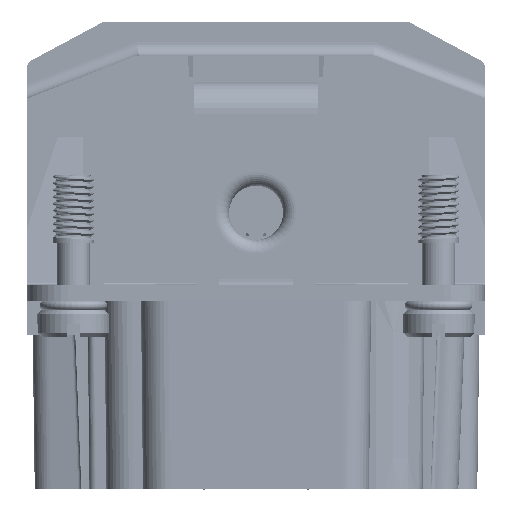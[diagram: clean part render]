
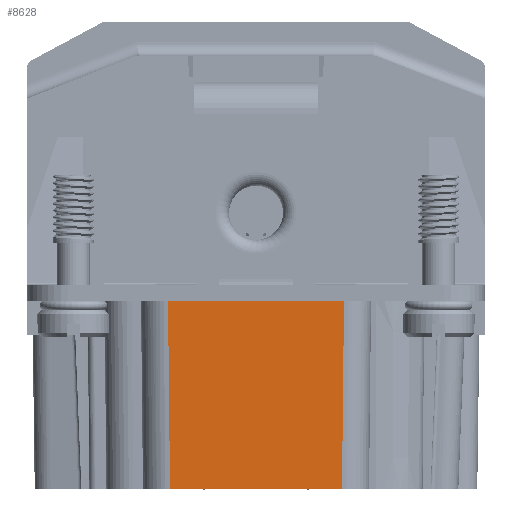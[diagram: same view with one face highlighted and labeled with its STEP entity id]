
A CAD part, left-side view. The second image highlights one B-rep face of the part: STEP entity #8628.
In plain terms, the highlighted planar face has unit normal (-1, 0, -0.011).
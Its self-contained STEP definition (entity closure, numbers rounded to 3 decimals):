
#8628=ADVANCED_FACE('',(#19852),#14551,.T.);
#14551=PLANE('',#133309);
#19852=FACE_OUTER_BOUND('',#26381,.T.);
#26381=EDGE_LOOP('',(#75542,#75543,#75544,#75545));
#36507=LINE('',#192929,#50738);
#37180=LINE('',#194875,#51411);
#37511=LINE('',#196010,#51742);
#37512=LINE('',#196013,#51743);
#50738=VECTOR('',#151383,1.);
#51411=VECTOR('',#152996,1.);
#51742=VECTOR('',#154107,1.);
#51743=VECTOR('',#154112,1.);
#75542=ORIENTED_EDGE('',*,*,#117871,.T.);
#75543=ORIENTED_EDGE('',*,*,#116410,.T.);
#75544=ORIENTED_EDGE('',*,*,#117869,.F.);
#75545=ORIENTED_EDGE('',*,*,#117367,.F.);
#101654=VERTEX_POINT('',#192895);
#101671=VERTEX_POINT('',#192928);
#102447=VERTEX_POINT('',#194874);
#102448=VERTEX_POINT('',#194876);
#116410=EDGE_CURVE('',#101654,#101671,#36507,.T.);
#117367=EDGE_CURVE('',#102447,#102448,#37180,.T.);
#117869=EDGE_CURVE('',#102448,#101671,#37511,.T.);
#117871=EDGE_CURVE('',#102447,#101654,#37512,.T.);
#133309=AXIS2_PLACEMENT_3D('',#196014,#154113,#154114);
#151383=DIRECTION('',(0.,1.,0.));
#152996=DIRECTION('',(0.,1.,0.));
#154107=DIRECTION('',(-0.01,0.01,1.));
#154112=DIRECTION('',(-0.01,-0.01,1.));
#154113=DIRECTION('',(-1.,0.,-0.01));
#154114=DIRECTION('',(-0.01,0.,1.));
#192895=CARTESIAN_POINT('',(-55.5,-6.5,0.6));
#192928=CARTESIAN_POINT('',(-55.5,6.5,0.6));
#192929=CARTESIAN_POINT('',(-55.5,-0.675,0.6));
#194874=CARTESIAN_POINT('',(-55.354,-6.355,-13.3));
#194875=CARTESIAN_POINT('',(-55.354,0.,-13.3));
#194876=CARTESIAN_POINT('',(-55.354,6.355,-13.3));
#196010=CARTESIAN_POINT('',(-55.499,6.499,0.525));
#196013=CARTESIAN_POINT('',(-55.499,-6.499,0.539));
#196014=CARTESIAN_POINT('',(-55.5,-0.675,0.6));
